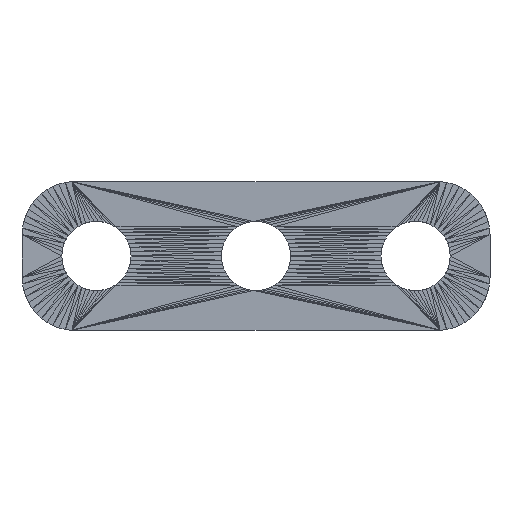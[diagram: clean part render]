
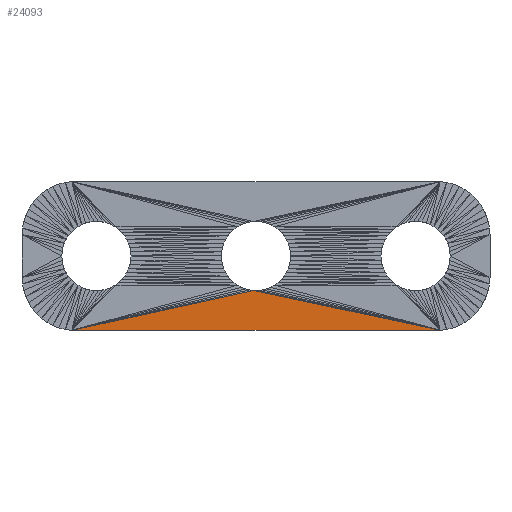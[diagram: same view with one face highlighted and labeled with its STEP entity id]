
A CAD part, top view. The second image highlights one B-rep face of the part: STEP entity #24093.
In plain terms, the highlighted planar face has unit normal (0, 0, 1).
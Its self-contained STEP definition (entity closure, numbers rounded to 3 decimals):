
#13749 = VERTEX_POINT('',#13750);
#13750 = CARTESIAN_POINT('',(-0.204,-3.244,3.));
#13790 = PLANE('',#13791);
#13791 = AXIS2_PLACEMENT_3D('',#13792,#13793,#13794);
#13792 = CARTESIAN_POINT('',(8.557,-5.096,3.));
#13793 = DIRECTION('',(0.,0.,1.));
#13794 = DIRECTION('',(0.,1.,0.));
#13906 = PLANE('',#13907);
#13907 = AXIS2_PLACEMENT_3D('',#13908,#13909,#13910);
#13908 = CARTESIAN_POINT('',(-8.761,-5.082,3.));
#13909 = DIRECTION('',(0.,0.,1.));
#13910 = DIRECTION('',(0.,1.,0.));
#22553 = VERTEX_POINT('',#22554);
#22554 = CARTESIAN_POINT('',(17.314,-6.99,3.));
#23363 = EDGE_CURVE('',#13749,#22553,#23364,.T.);
#23364 = SURFACE_CURVE('',#23365,(#23369,#23376),.PCURVE_S1.);
#23365 = LINE('',#23366,#23367);
#23366 = CARTESIAN_POINT('',(-0.204,-3.244,3.));
#23367 = VECTOR('',#23368,1.);
#23368 = DIRECTION('',(0.978,-0.209,0.));
#23369 = PCURVE('',#13790,#23370);
#23370 = DEFINITIONAL_REPRESENTATION('',(#23371),#23375);
#23371 = LINE('',#23372,#23373);
#23372 = CARTESIAN_POINT('',(1.852,8.761));
#23373 = VECTOR('',#23374,1.);
#23374 = DIRECTION('',(-0.209,-0.978));
#23375 = ( GEOMETRIC_REPRESENTATION_CONTEXT(2) 
PARAMETRIC_REPRESENTATION_CONTEXT() REPRESENTATION_CONTEXT('2D SPACE',''
  ) );
#23376 = PCURVE('',#23377,#23382);
#23377 = PLANE('',#23378);
#23378 = AXIS2_PLACEMENT_3D('',#23379,#23380,#23381);
#23379 = CARTESIAN_POINT('',(-0.002,-6.043,3.));
#23380 = DIRECTION('',(0.,0.,1.));
#23381 = DIRECTION('',(0.,1.,0.));
#23382 = DEFINITIONAL_REPRESENTATION('',(#23383),#23387);
#23383 = LINE('',#23384,#23385);
#23384 = CARTESIAN_POINT('',(2.799,0.202));
#23385 = VECTOR('',#23386,1.);
#23386 = DIRECTION('',(-0.209,-0.978));
#23387 = ( GEOMETRIC_REPRESENTATION_CONTEXT(2) 
PARAMETRIC_REPRESENTATION_CONTEXT() REPRESENTATION_CONTEXT('2D SPACE',''
  ) );
#23394 = EDGE_CURVE('',#23395,#13749,#23397,.T.);
#23395 = VERTEX_POINT('',#23396);
#23396 = CARTESIAN_POINT('',(-17.314,-6.99,3.));
#23397 = SURFACE_CURVE('',#23398,(#23402,#23409),.PCURVE_S1.);
#23398 = LINE('',#23399,#23400);
#23399 = CARTESIAN_POINT('',(-17.314,-6.99,3.));
#23400 = VECTOR('',#23401,1.);
#23401 = DIRECTION('',(0.977,0.214,0.));
#23402 = PCURVE('',#13906,#23403);
#23403 = DEFINITIONAL_REPRESENTATION('',(#23404),#23408);
#23404 = LINE('',#23405,#23406);
#23405 = CARTESIAN_POINT('',(-1.908,8.553));
#23406 = VECTOR('',#23407,1.);
#23407 = DIRECTION('',(0.214,-0.977));
#23408 = ( GEOMETRIC_REPRESENTATION_CONTEXT(2) 
PARAMETRIC_REPRESENTATION_CONTEXT() REPRESENTATION_CONTEXT('2D SPACE',''
  ) );
#23409 = PCURVE('',#23377,#23410);
#23410 = DEFINITIONAL_REPRESENTATION('',(#23411),#23415);
#23411 = LINE('',#23412,#23413);
#23412 = CARTESIAN_POINT('',(-0.947,17.312));
#23413 = VECTOR('',#23414,1.);
#23414 = DIRECTION('',(0.214,-0.977));
#23415 = ( GEOMETRIC_REPRESENTATION_CONTEXT(2) 
PARAMETRIC_REPRESENTATION_CONTEXT() REPRESENTATION_CONTEXT('2D SPACE',''
  ) );
#24093 = ADVANCED_FACE('',(#24094),#23377,.T.);
#24094 = FACE_BOUND('',#24095,.T.);
#24095 = EDGE_LOOP('',(#24096,#24097,#24123));
#24096 = ORIENTED_EDGE('',*,*,#23394,.F.);
#24097 = ORIENTED_EDGE('',*,*,#24098,.T.);
#24098 = EDGE_CURVE('',#23395,#22553,#24099,.T.);
#24099 = SURFACE_CURVE('',#24100,(#24104,#24111),.PCURVE_S1.);
#24100 = LINE('',#24101,#24102);
#24101 = CARTESIAN_POINT('',(-17.314,-6.99,3.));
#24102 = VECTOR('',#24103,1.);
#24103 = DIRECTION('',(1.,0.,0.));
#24104 = PCURVE('',#23377,#24105);
#24105 = DEFINITIONAL_REPRESENTATION('',(#24106),#24110);
#24106 = LINE('',#24107,#24108);
#24107 = CARTESIAN_POINT('',(-0.947,17.312));
#24108 = VECTOR('',#24109,1.);
#24109 = DIRECTION('',(0.,-1.));
#24110 = ( GEOMETRIC_REPRESENTATION_CONTEXT(2) 
PARAMETRIC_REPRESENTATION_CONTEXT() REPRESENTATION_CONTEXT('2D SPACE',''
  ) );
#24111 = PCURVE('',#24112,#24117);
#24112 = PLANE('',#24113);
#24113 = AXIS2_PLACEMENT_3D('',#24114,#24115,#24116);
#24114 = CARTESIAN_POINT('',(-0.718,-6.99,
    2.218));
#24115 = DIRECTION('',(-0.,-1.,-0.));
#24116 = DIRECTION('',(0.,0.,-1.));
#24117 = DEFINITIONAL_REPRESENTATION('',(#24118),#24122);
#24118 = LINE('',#24119,#24120);
#24119 = CARTESIAN_POINT('',(-0.782,-16.596));
#24120 = VECTOR('',#24121,1.);
#24121 = DIRECTION('',(0.,1.));
#24122 = ( GEOMETRIC_REPRESENTATION_CONTEXT(2) 
PARAMETRIC_REPRESENTATION_CONTEXT() REPRESENTATION_CONTEXT('2D SPACE',''
  ) );
#24123 = ORIENTED_EDGE('',*,*,#23363,.F.);
